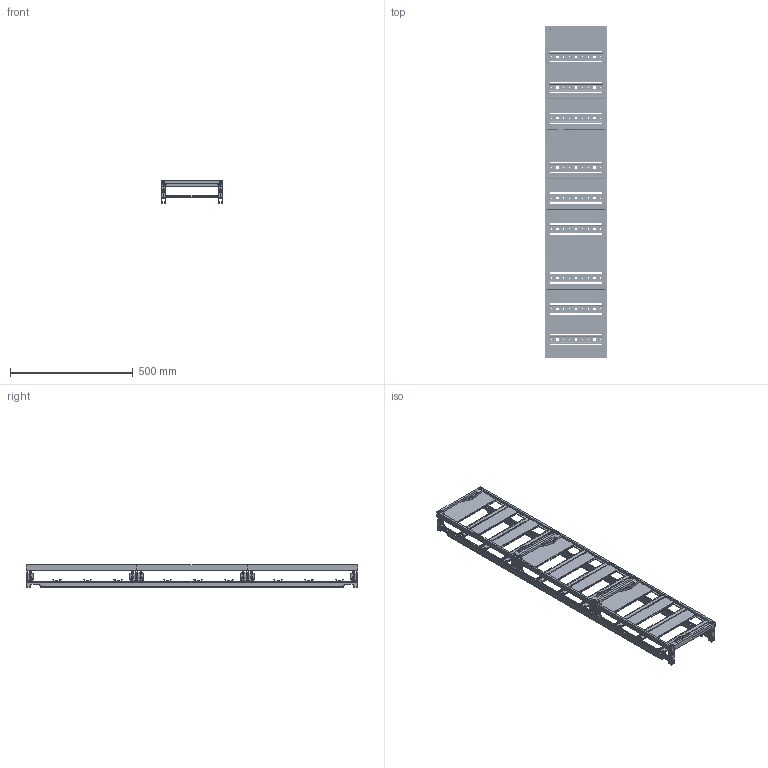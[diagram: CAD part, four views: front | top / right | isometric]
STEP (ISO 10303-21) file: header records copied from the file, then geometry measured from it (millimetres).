
FILE_DESCRIPTION(('STEP AP214'),'1');
FILE_NAME('cctmp_AFDCF255-47F5-4D34-A14A-631497B40301_2023_07_22_14_32_43_0814..stp','2023-07-22T12:32:48',('SIEMENS A&D'),('CADClick - www.CADClick.com'),'Spatial InterOp 3D postprocessed',' ','unknown authorization');
FILE_SCHEMA(('AUTOMOTIVE_DESIGN'));
Length unit declared in the file: millimetre
Products named in the file (57): cc_unnamed; 2023_07_22_14_32_43_0645; 2023_07_22_14_32_43_0641; 2023_07_22_14_32_43_0638; 2023_07_22_14_32_43_0634; 2023_07_22_14_32_43_0630; 2023_07_22_14_32_43_0626; 2023_07_22_14_32_43_0622; 2023_07_22_14_32_43_0618; 2023_07_22_14_32_43_0614; 2023_07_22_14_32_43_0610; 2023_07_22_14_32_43_0606; 2023_07_22_14_32_43_0602; 2023_07_22_14_32_43_0598; 2023_07_22_14_32_43_0594; 2023_07_22_14_32_43_0590; 2023_07_22_14_32_43_0586; 2023_07_22_14_32_43_0582; 2023_07_22_14_32_43_0578; 2023_07_22_14_32_43_0574; 2023_07_22_14_32_43_0570; 2023_07_22_14_32_43_0566; 2023_07_22_14_32_43_0562; 2023_07_22_14_32_43_0556; 2023_07_22_14_32_43_0552; 2023_07_22_14_32_43_0548; 2023_07_22_14_32_43_0544; 2023_07_22_14_32_43_0540; 2023_07_22_14_32_43_0536; 2023_07_22_14_32_43_0532; 2023_07_22_14_32_43_0528; 2023_07_22_14_32_43_0524; 2023_07_22_14_32_43_0520; 2023_07_22_14_32_43_0516; 2023_07_22_14_32_43_0512; 2023_07_22_14_32_43_0508; 2023_07_22_14_32_43_0504; 2023_07_22_14_32_43_0500; 2023_07_22_14_32_43_0496; 2023_07_22_14_32_43_0492 ...
Assembly tree (56 placements, depth 2):
  cc_unnamed
    2023_07_22_14_32_43_0645
    2023_07_22_14_32_43_0641
    2023_07_22_14_32_43_0638
    2023_07_22_14_32_43_0634
    2023_07_22_14_32_43_0630
    2023_07_22_14_32_43_0626
    2023_07_22_14_32_43_0622
    2023_07_22_14_32_43_0618
    2023_07_22_14_32_43_0614
    2023_07_22_14_32_43_0610
    2023_07_22_14_32_43_0606
    2023_07_22_14_32_43_0602
    2023_07_22_14_32_43_0598
    2023_07_22_14_32_43_0594
    2023_07_22_14_32_43_0590
    2023_07_22_14_32_43_0586
    2023_07_22_14_32_43_0582
    2023_07_22_14_32_43_0578
    2023_07_22_14_32_43_0574
    2023_07_22_14_32_43_0570
    2023_07_22_14_32_43_0566
    2023_07_22_14_32_43_0562
    2023_07_22_14_32_43_0556
    2023_07_22_14_32_43_0552
    2023_07_22_14_32_43_0548
    2023_07_22_14_32_43_0544
    2023_07_22_14_32_43_0540
    2023_07_22_14_32_43_0536
    2023_07_22_14_32_43_0532
    2023_07_22_14_32_43_0528
    2023_07_22_14_32_43_0524
    2023_07_22_14_32_43_0520
    2023_07_22_14_32_43_0516
    2023_07_22_14_32_43_0512
    2023_07_22_14_32_43_0508
    2023_07_22_14_32_43_0504
    2023_07_22_14_32_43_0500
    2023_07_22_14_32_43_0496
    2023_07_22_14_32_43_0492
    2023_07_22_14_32_43_0488
    2023_07_22_14_32_43_0484
    2023_07_22_14_32_43_0480
    2023_07_22_14_32_43_0476
    2023_07_22_14_32_43_0472
    2023_07_22_14_32_43_0468
    2023_07_22_14_32_43_0464
    2023_07_22_14_32_43_0460
    2023_07_22_14_32_43_0456
    2023_07_22_14_32_43_0452
    2023_07_22_14_32_43_0440
    2023_07_22_14_32_43_0436
    2023_07_22_14_32_43_0432
    2023_07_22_14_32_43_0428
    2023_07_22_14_32_43_0424
    2023_07_22_14_32_43_0420
    2023_07_22_14_32_43_0416
Bounding box: 250 x 1350.03 x 92.82 mm (x, y, z)
Volume: 1469046.2 mm3; surface area: 1414971.4 mm2
Topology: 56 solids, 56 shells, 5610 faces, 15810 edges, 10378 vertices
Faces by surface type: plane 3469, cylinder 2033, torus 48, sphere 36, cone 24
Entity records: 203819 total; most frequent: CARTESIAN_POINT 34270, DIRECTION 31996, ORIENTED_EDGE 31716, EDGE_CURVE 15858, AXIS2_PLACEMENT_3D 10708, LINE 10580, VECTOR 10580, VERTEX_POINT 10426
